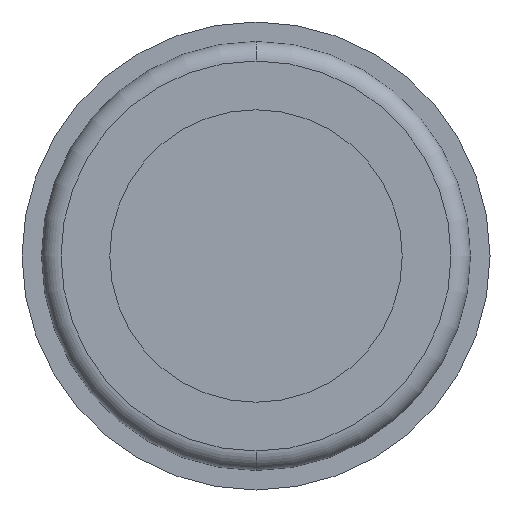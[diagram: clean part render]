
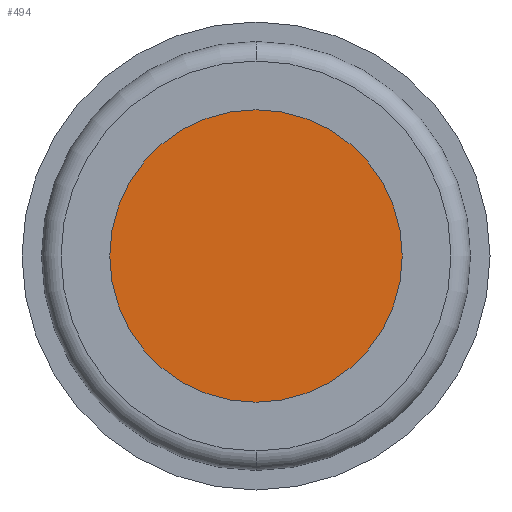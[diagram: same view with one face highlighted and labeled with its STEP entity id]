
A CAD part, front view. The second image highlights one B-rep face of the part: STEP entity #494.
In plain terms, the highlighted planar face has unit normal (0, -1, 0).
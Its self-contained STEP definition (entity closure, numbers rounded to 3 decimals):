
#30 = FACE_OUTER_BOUND ( 'NONE', #183, .T. ) ;
#34 = AXIS2_PLACEMENT_3D ( 'NONE', #694, #695, #696 ) ;
#77 = CARTESIAN_POINT ( 'NONE',  ( 0., 12.7, 0. ) ) ;
#78 = DIRECTION ( 'NONE',  ( 0., 1., 0. ) ) ;
#79 = DIRECTION ( 'NONE',  ( 0., 0., 1. ) ) ;
#120 = VERTEX_POINT ( 'NONE', #133 ) ;
#121 = VERTEX_POINT ( 'NONE', #134 ) ;
#133 = CARTESIAN_POINT ( 'NONE',  ( 0., 12.7, -15. ) ) ;
#134 = CARTESIAN_POINT ( 'NONE',  ( 0., 12.7, 15. ) ) ;
#183 = EDGE_LOOP ( 'NONE', ( #246, #247 ) ) ;
#246 = ORIENTED_EDGE ( 'NONE', *, *, #531, .F. ) ;
#247 = ORIENTED_EDGE ( 'NONE', *, *, #336, .F. ) ;
#323 = AXIS2_PLACEMENT_3D ( 'NONE', #601, #602, #603 ) ;
#336 = EDGE_CURVE ( 'NONE', #120, #121, #517, .T. ) ;
#367 = CIRCLE ( 'NONE', #323, 15. ) ;
#391 = AXIS2_PLACEMENT_3D ( 'NONE', #77, #78, #79 ) ;
#494 = ADVANCED_FACE ( 'NONE', ( #30 ), #693, .F. ) ;
#517 = CIRCLE ( 'NONE', #391, 15. ) ;
#531 = EDGE_CURVE ( 'NONE', #121, #120, #367, .T. ) ;
#601 = CARTESIAN_POINT ( 'NONE',  ( 0., 12.7, 0. ) ) ;
#602 = DIRECTION ( 'NONE',  ( 0., 1., 0. ) ) ;
#603 = DIRECTION ( 'NONE',  ( 0., 0., 1. ) ) ;
#693 = PLANE ( 'NONE',  #34 ) ;
#694 = CARTESIAN_POINT ( 'NONE',  ( 15., 12.7, 0. ) ) ;
#695 = DIRECTION ( 'NONE',  ( 0., 1., 0. ) ) ;
#696 = DIRECTION ( 'NONE',  ( 0., 0., 1. ) ) ;
